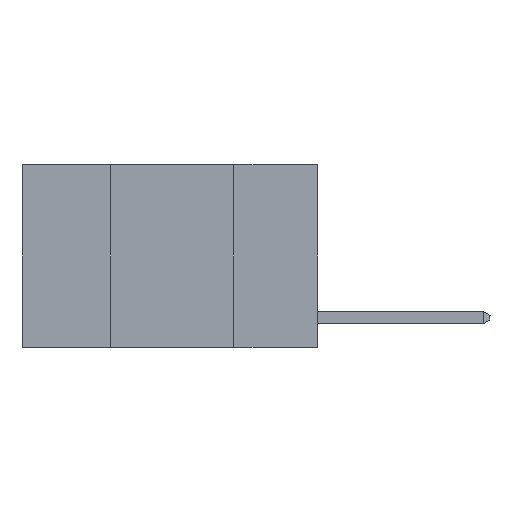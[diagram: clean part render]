
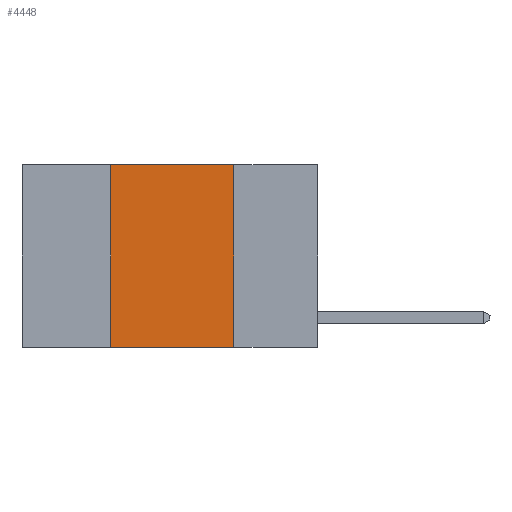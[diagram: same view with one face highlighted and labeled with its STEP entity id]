
A CAD part, left-side view. The second image highlights one B-rep face of the part: STEP entity #4448.
In plain terms, the highlighted planar face has unit normal (-1, 0, 0).
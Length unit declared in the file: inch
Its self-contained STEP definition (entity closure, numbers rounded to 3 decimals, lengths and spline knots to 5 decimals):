
#102 = CARTESIAN_POINT ( 'NONE',  ( 0., 0.17, 0. ) ) ;
#298 = CARTESIAN_POINT ( 'NONE',  ( 0., 0.42, -0.37 ) ) ;
#602 = ORIENTED_EDGE ( 'NONE', *, *, #5465, .F. ) ;
#1338 = EDGE_CURVE ( 'NONE', #2197, #6455, #2678, .T. ) ;
#1428 = LINE ( 'NONE', #7633, #12826 ) ;
#1622 = VECTOR ( 'NONE', #6269, 39.37008 ) ;
#1956 = CARTESIAN_POINT ( 'NONE',  ( 0., 0.42, 0. ) ) ;
#2108 = VERTEX_POINT ( 'NONE', #12861 ) ;
#2194 = EDGE_CURVE ( 'NONE', #6455, #2108, #1428, .T. ) ;
#2197 = VERTEX_POINT ( 'NONE', #298 ) ;
#2199 = DIRECTION ( 'NONE',  ( 0., -1., 0. ) ) ;
#2373 = LINE ( 'NONE', #102, #3048 ) ;
#2436 = DIRECTION ( 'NONE',  ( 0., 0., -1. ) ) ;
#2678 = LINE ( 'NONE', #8125, #4576 ) ;
#2946 = AXIS2_PLACEMENT_3D ( 'NONE', #7994, #13388, #2436 ) ;
#3048 = VECTOR ( 'NONE', #3309, 39.37008 ) ;
#3309 = DIRECTION ( 'NONE',  ( 0., 0., -1. ) ) ;
#4448 = ADVANCED_FACE ( 'NONE', ( #8381 ), #12368, .F. ) ;
#4576 = VECTOR ( 'NONE', #5114, 39.37008 ) ;
#4908 = LINE ( 'NONE', #7333, #1622 ) ;
#5114 = DIRECTION ( 'NONE',  ( 0., 0., 1. ) ) ;
#5120 = EDGE_CURVE ( 'NONE', #2197, #13705, #4908, .T. ) ;
#5465 = EDGE_CURVE ( 'NONE', #2108, #13705, #2373, .T. ) ;
#6269 = DIRECTION ( 'NONE',  ( 0., -1., 0. ) ) ;
#6455 = VERTEX_POINT ( 'NONE', #1956 ) ;
#6557 = ORIENTED_EDGE ( 'NONE', *, *, #5120, .T. ) ;
#6762 = EDGE_LOOP ( 'NONE', ( #602, #10999, #11398, #6557 ) ) ;
#7305 = CARTESIAN_POINT ( 'NONE',  ( 0., 0.17, -0.37 ) ) ;
#7333 = CARTESIAN_POINT ( 'NONE',  ( 0., 0.6, -0.37 ) ) ;
#7633 = CARTESIAN_POINT ( 'NONE',  ( 0., 0.6, 0. ) ) ;
#7994 = CARTESIAN_POINT ( 'NONE',  ( 0., 0.6, 0. ) ) ;
#8125 = CARTESIAN_POINT ( 'NONE',  ( 0., 0.42, 0. ) ) ;
#8381 = FACE_OUTER_BOUND ( 'NONE', #6762, .T. ) ;
#10999 = ORIENTED_EDGE ( 'NONE', *, *, #2194, .F. ) ;
#11398 = ORIENTED_EDGE ( 'NONE', *, *, #1338, .F. ) ;
#12368 = PLANE ( 'NONE',  #2946 ) ;
#12826 = VECTOR ( 'NONE', #2199, 39.37008 ) ;
#12861 = CARTESIAN_POINT ( 'NONE',  ( 0., 0.17, 0. ) ) ;
#13388 = DIRECTION ( 'NONE',  ( 1., 0., 0. ) ) ;
#13705 = VERTEX_POINT ( 'NONE', #7305 ) ;
